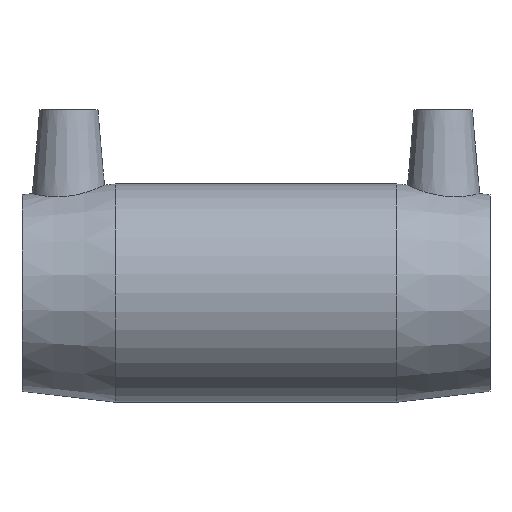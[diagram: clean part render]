
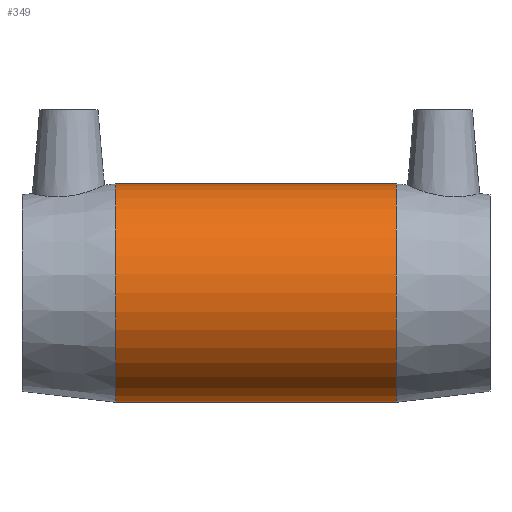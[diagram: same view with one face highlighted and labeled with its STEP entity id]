
A CAD part, top view. The second image highlights one B-rep face of the part: STEP entity #349.
In plain terms, the highlighted cylindrical face has radius 28 mm (diameter 56 mm), a full revolution.
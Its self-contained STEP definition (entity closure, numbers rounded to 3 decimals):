
#47=FACE_BOUND('',#155,.T.);
#48=FACE_BOUND('',#156,.T.);
#79=CIRCLE('',#395,28.);
#80=CIRCLE('',#396,28.);
#110=FACE_OUTER_BOUND('',#154,.T.);
#154=EDGE_LOOP('',(#286));
#155=EDGE_LOOP('',(#287));
#156=EDGE_LOOP('',(#288));
#191=B_SPLINE_CURVE_WITH_KNOTS('',3,(#589,#590,#591,#592,#593,#594,#595,
#596,#597,#598,#599,#600,#601,#602,#603,#604,#605,#606,#607,#608,#609,#610,
#611,#612,#613,#614,#615,#616,#617,#618,#619,#620,#621,#622,#623,#624,#625,
#626,#627,#628,#629,#630,#631,#632,#633,#634,#635,#636,#637,#638),
 .UNSPECIFIED.,.T.,.F.,(4,2,2,2,2,2,2,2,2,2,2,2,2,2,2,2,2,2,2,2,2,2,2,2,
4),(0.,0.239,0.479,0.957,1.435,
1.674,1.913,2.152,2.391,2.869,
3.348,3.587,3.826,4.066,4.305,
4.784,5.262,5.501,5.74,5.979,
6.218,6.696,7.174,7.414,7.653),
 .UNSPECIFIED.);
#197=VERTEX_POINT('',#588);
#210=VERTEX_POINT('',#743);
#211=VERTEX_POINT('',#745);
#229=EDGE_CURVE('',#197,#197,#191,.T.);
#242=EDGE_CURVE('',#210,#210,#79,.T.);
#243=EDGE_CURVE('',#211,#211,#80,.T.);
#286=ORIENTED_EDGE('',*,*,#242,.F.);
#287=ORIENTED_EDGE('',*,*,#229,.T.);
#288=ORIENTED_EDGE('',*,*,#243,.T.);
#328=CYLINDRICAL_SURFACE('',#394,28.);
#349=ADVANCED_FACE('',(#110,#47,#48),#328,.T.);
#394=AXIS2_PLACEMENT_3D('',#742,#482,#483);
#395=AXIS2_PLACEMENT_3D('',#744,#484,#485);
#396=AXIS2_PLACEMENT_3D('',#746,#486,#487);
#482=DIRECTION('center_axis',(1.,0.,0.));
#483=DIRECTION('ref_axis',(0.,1.,0.));
#484=DIRECTION('center_axis',(1.,0.,0.));
#485=DIRECTION('ref_axis',(0.,0.,-1.));
#486=DIRECTION('center_axis',(1.,0.,0.));
#487=DIRECTION('ref_axis',(0.,0.,-1.));
#588=CARTESIAN_POINT('',(0.,-12.5,-25.055));
#589=CARTESIAN_POINT('Ctrl Pts',(0.,-12.5,-25.055));
#590=CARTESIAN_POINT('Ctrl Pts',(0.798,-12.5,-25.055));
#591=CARTESIAN_POINT('Ctrl Pts',(1.619,-12.422,-25.094));
#592=CARTESIAN_POINT('Ctrl Pts',(3.243,-12.1,-25.251));
#593=CARTESIAN_POINT('Ctrl Pts',(4.047,-11.856,-25.368));
#594=CARTESIAN_POINT('Ctrl Pts',(6.35,-10.895,-25.803));
#595=CARTESIAN_POINT('Ctrl Pts',(7.741,-9.937,-26.203));
#596=CARTESIAN_POINT('Ctrl Pts',(9.935,-7.742,-26.933));
#597=CARTESIAN_POINT('Ctrl Pts',(10.894,-6.351,-27.315));
#598=CARTESIAN_POINT('Ctrl Pts',(11.856,-4.046,-27.717));
#599=CARTESIAN_POINT('Ctrl Pts',(12.101,-3.242,-27.824));
#600=CARTESIAN_POINT('Ctrl Pts',(12.423,-1.617,-27.965));
#601=CARTESIAN_POINT('Ctrl Pts',(12.5,-0.797,-28.));
#602=CARTESIAN_POINT('Ctrl Pts',(12.5,0.797,-28.));
#603=CARTESIAN_POINT('Ctrl Pts',(12.423,1.617,-27.965));
#604=CARTESIAN_POINT('Ctrl Pts',(12.101,3.242,-27.824));
#605=CARTESIAN_POINT('Ctrl Pts',(11.856,4.046,-27.717));
#606=CARTESIAN_POINT('Ctrl Pts',(10.894,6.351,-27.315));
#607=CARTESIAN_POINT('Ctrl Pts',(9.935,7.742,-26.933));
#608=CARTESIAN_POINT('Ctrl Pts',(7.741,9.937,-26.203));
#609=CARTESIAN_POINT('Ctrl Pts',(6.35,10.895,-25.803));
#610=CARTESIAN_POINT('Ctrl Pts',(4.047,11.856,-25.368));
#611=CARTESIAN_POINT('Ctrl Pts',(3.243,12.1,-25.251));
#612=CARTESIAN_POINT('Ctrl Pts',(1.619,12.422,-25.094));
#613=CARTESIAN_POINT('Ctrl Pts',(0.798,12.5,-25.055));
#614=CARTESIAN_POINT('Ctrl Pts',(-0.798,12.5,-25.055));
#615=CARTESIAN_POINT('Ctrl Pts',(-1.619,12.422,-25.094));
#616=CARTESIAN_POINT('Ctrl Pts',(-3.243,12.1,-25.251));
#617=CARTESIAN_POINT('Ctrl Pts',(-4.047,11.856,-25.368));
#618=CARTESIAN_POINT('Ctrl Pts',(-6.35,10.895,-25.803));
#619=CARTESIAN_POINT('Ctrl Pts',(-7.741,9.937,-26.203));
#620=CARTESIAN_POINT('Ctrl Pts',(-9.935,7.742,-26.933));
#621=CARTESIAN_POINT('Ctrl Pts',(-10.894,6.351,-27.315));
#622=CARTESIAN_POINT('Ctrl Pts',(-11.856,4.046,-27.717));
#623=CARTESIAN_POINT('Ctrl Pts',(-12.101,3.242,-27.824));
#624=CARTESIAN_POINT('Ctrl Pts',(-12.423,1.617,-27.965));
#625=CARTESIAN_POINT('Ctrl Pts',(-12.5,0.797,-28.));
#626=CARTESIAN_POINT('Ctrl Pts',(-12.5,-0.797,-28.));
#627=CARTESIAN_POINT('Ctrl Pts',(-12.423,-1.617,-27.965));
#628=CARTESIAN_POINT('Ctrl Pts',(-12.101,-3.242,-27.824));
#629=CARTESIAN_POINT('Ctrl Pts',(-11.856,-4.046,-27.717));
#630=CARTESIAN_POINT('Ctrl Pts',(-10.894,-6.351,-27.315));
#631=CARTESIAN_POINT('Ctrl Pts',(-9.935,-7.742,-26.933));
#632=CARTESIAN_POINT('Ctrl Pts',(-7.741,-9.937,-26.203));
#633=CARTESIAN_POINT('Ctrl Pts',(-6.35,-10.895,-25.803));
#634=CARTESIAN_POINT('Ctrl Pts',(-4.047,-11.856,-25.368));
#635=CARTESIAN_POINT('Ctrl Pts',(-3.243,-12.1,-25.251));
#636=CARTESIAN_POINT('Ctrl Pts',(-1.619,-12.422,-25.094));
#637=CARTESIAN_POINT('Ctrl Pts',(-0.798,-12.5,-25.055));
#638=CARTESIAN_POINT('Ctrl Pts',(0.,-12.5,-25.055));
#742=CARTESIAN_POINT('Origin',(0.,0.,0.));
#743=CARTESIAN_POINT('',(36.,28.,0.));
#744=CARTESIAN_POINT('Origin',(36.,0.,0.));
#745=CARTESIAN_POINT('',(-36.,28.,0.));
#746=CARTESIAN_POINT('Origin',(-36.,0.,0.));
